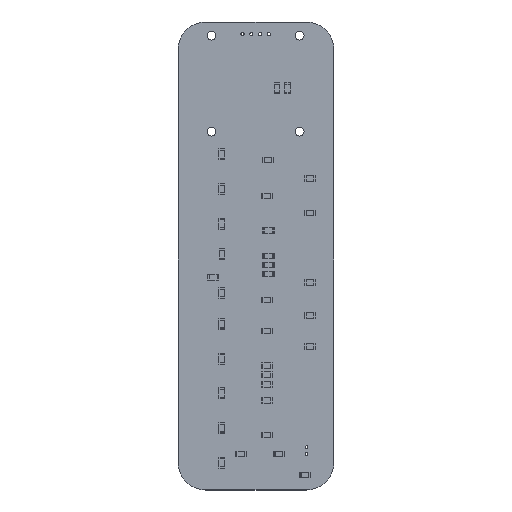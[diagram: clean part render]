
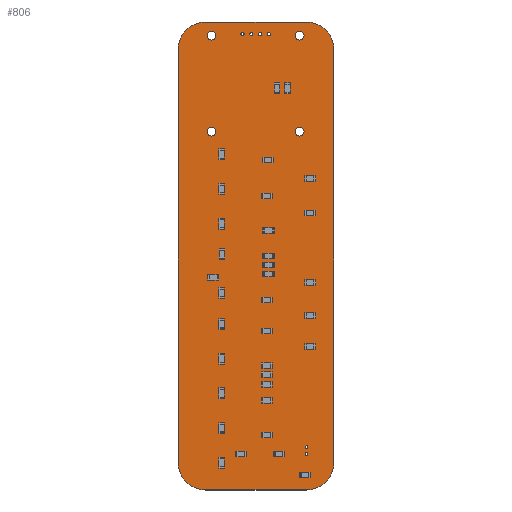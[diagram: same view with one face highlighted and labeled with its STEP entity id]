
A CAD part, top view. The second image highlights one B-rep face of the part: STEP entity #806.
In plain terms, the highlighted planar face has unit normal (0, 0, 1).
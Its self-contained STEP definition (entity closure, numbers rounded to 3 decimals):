
#225 = VERTEX_POINT('',#226);
#226 = CARTESIAN_POINT('',(60.9,-33.85,0.));
#244 = VERTEX_POINT('',#245);
#245 = CARTESIAN_POINT('',(68.9,-25.85,0.));
#251 = EDGE_CURVE('',#225,#244,#252,.T.);
#252 = CIRCLE('',#253,8.);
#253 = AXIS2_PLACEMENT_3D('',#254,#255,#256);
#254 = CARTESIAN_POINT('',(68.9,-33.85,0.));
#255 = DIRECTION('',(0.,0.,-1.));
#256 = DIRECTION('',(-1.,0.,0.));
#276 = VERTEX_POINT('',#277);
#277 = CARTESIAN_POINT('',(60.9,-152.85,0.));
#283 = EDGE_CURVE('',#225,#276,#284,.T.);
#284 = LINE('',#285,#286);
#285 = CARTESIAN_POINT('',(60.9,-33.85,0.));
#286 = VECTOR('',#287,1.);
#287 = DIRECTION('',(0.,-1.,0.));
#307 = VERTEX_POINT('',#308);
#308 = CARTESIAN_POINT('',(97.9,-25.85,0.));
#314 = EDGE_CURVE('',#244,#307,#315,.T.);
#315 = LINE('',#316,#317);
#316 = CARTESIAN_POINT('',(68.9,-25.85,0.));
#317 = VECTOR('',#318,1.);
#318 = DIRECTION('',(1.,0.,0.));
#329 = VERTEX_POINT('',#330);
#330 = CARTESIAN_POINT('',(68.9,-160.85,0.));
#346 = EDGE_CURVE('',#329,#276,#347,.T.);
#347 = CIRCLE('',#348,8.);
#348 = AXIS2_PLACEMENT_3D('',#349,#350,#351);
#349 = CARTESIAN_POINT('',(68.9,-152.85,0.));
#350 = DIRECTION('',(0.,0.,-1.));
#351 = DIRECTION('',(0.,-1.,0.));
#372 = VERTEX_POINT('',#373);
#373 = CARTESIAN_POINT('',(105.9,-33.85,0.));
#379 = EDGE_CURVE('',#307,#372,#380,.T.);
#380 = CIRCLE('',#381,8.);
#381 = AXIS2_PLACEMENT_3D('',#382,#383,#384);
#382 = CARTESIAN_POINT('',(97.9,-33.85,0.));
#383 = DIRECTION('',(0.,0.,-1.));
#384 = DIRECTION('',(0.,1.,0.));
#404 = VERTEX_POINT('',#405);
#405 = CARTESIAN_POINT('',(97.9,-160.85,0.));
#411 = EDGE_CURVE('',#329,#404,#412,.T.);
#412 = LINE('',#413,#414);
#413 = CARTESIAN_POINT('',(68.9,-160.85,0.));
#414 = VECTOR('',#415,1.);
#415 = DIRECTION('',(1.,0.,0.));
#435 = VERTEX_POINT('',#436);
#436 = CARTESIAN_POINT('',(105.9,-152.85,0.));
#442 = EDGE_CURVE('',#372,#435,#443,.T.);
#443 = LINE('',#444,#445);
#444 = CARTESIAN_POINT('',(105.9,-33.85,0.));
#445 = VECTOR('',#446,1.);
#446 = DIRECTION('',(0.,-1.,0.));
#465 = EDGE_CURVE('',#435,#404,#466,.T.);
#466 = CIRCLE('',#467,8.);
#467 = AXIS2_PLACEMENT_3D('',#468,#469,#470);
#468 = CARTESIAN_POINT('',(97.9,-152.85,0.));
#469 = DIRECTION('',(0.,0.,-1.));
#470 = DIRECTION('',(1.,0.,0.));
#481 = VERTEX_POINT('',#482);
#482 = CARTESIAN_POINT('',(85.035,-29.35,0.));
#498 = EDGE_CURVE('',#481,#481,#499,.T.);
#499 = CIRCLE('',#500,0.445);
#500 = AXIS2_PLACEMENT_3D('',#501,#502,#503);
#501 = CARTESIAN_POINT('',(84.59,-29.35,0.));
#502 = DIRECTION('',(0.,0.,1.));
#503 = DIRECTION('',(1.,0.,0.));
#514 = VERTEX_POINT('',#515);
#515 = CARTESIAN_POINT('',(87.575,-29.35,0.));
#531 = EDGE_CURVE('',#514,#514,#532,.T.);
#532 = CIRCLE('',#533,0.445);
#533 = AXIS2_PLACEMENT_3D('',#534,#535,#536);
#534 = CARTESIAN_POINT('',(87.13,-29.35,0.));
#535 = DIRECTION('',(0.,0.,1.));
#536 = DIRECTION('',(1.,0.,0.));
#547 = VERTEX_POINT('',#548);
#548 = CARTESIAN_POINT('',(97.25,-29.8,0.));
#564 = EDGE_CURVE('',#547,#547,#565,.T.);
#565 = CIRCLE('',#566,1.25);
#566 = AXIS2_PLACEMENT_3D('',#567,#568,#569);
#567 = CARTESIAN_POINT('',(96.,-29.8,0.));
#568 = DIRECTION('',(0.,0.,1.));
#569 = DIRECTION('',(1.,0.,0.));
#580 = VERTEX_POINT('',#581);
#581 = CARTESIAN_POINT('',(97.25,-57.5,0.));
#597 = EDGE_CURVE('',#580,#580,#598,.T.);
#598 = CIRCLE('',#599,1.25);
#599 = AXIS2_PLACEMENT_3D('',#600,#601,#602);
#600 = CARTESIAN_POINT('',(96.,-57.5,0.));
#601 = DIRECTION('',(0.,0.,1.));
#602 = DIRECTION('',(1.,0.,0.));
#613 = VERTEX_POINT('',#614);
#614 = CARTESIAN_POINT('',(98.,-150.125,0.));
#630 = EDGE_CURVE('',#613,#613,#631,.T.);
#631 = CIRCLE('',#632,0.375);
#632 = AXIS2_PLACEMENT_3D('',#633,#634,#635);
#633 = CARTESIAN_POINT('',(98.,-150.5,0.));
#634 = DIRECTION('',(0.,0.,1.));
#635 = DIRECTION('',(0.,1.,0.));
#646 = VERTEX_POINT('',#647);
#647 = CARTESIAN_POINT('',(98.,-148.125,0.));
#663 = EDGE_CURVE('',#646,#646,#664,.T.);
#664 = CIRCLE('',#665,0.375);
#665 = AXIS2_PLACEMENT_3D('',#666,#667,#668);
#666 = CARTESIAN_POINT('',(98.,-148.5,0.));
#667 = DIRECTION('',(0.,0.,1.));
#668 = DIRECTION('',(0.,1.,0.));
#679 = VERTEX_POINT('',#680);
#680 = CARTESIAN_POINT('',(71.85,-57.5,0.));
#696 = EDGE_CURVE('',#679,#679,#697,.T.);
#697 = CIRCLE('',#698,1.25);
#698 = AXIS2_PLACEMENT_3D('',#699,#700,#701);
#699 = CARTESIAN_POINT('',(70.6,-57.5,0.));
#700 = DIRECTION('',(0.,0.,1.));
#701 = DIRECTION('',(1.,0.,0.));
#712 = VERTEX_POINT('',#713);
#713 = CARTESIAN_POINT('',(71.85,-29.8,0.));
#729 = EDGE_CURVE('',#712,#712,#730,.T.);
#730 = CIRCLE('',#731,1.25);
#731 = AXIS2_PLACEMENT_3D('',#732,#733,#734);
#732 = CARTESIAN_POINT('',(70.6,-29.8,0.));
#733 = DIRECTION('',(0.,0.,1.));
#734 = DIRECTION('',(1.,0.,0.));
#745 = VERTEX_POINT('',#746);
#746 = CARTESIAN_POINT('',(79.955,-29.35,0.));
#762 = EDGE_CURVE('',#745,#745,#763,.T.);
#763 = CIRCLE('',#764,0.445);
#764 = AXIS2_PLACEMENT_3D('',#765,#766,#767);
#765 = CARTESIAN_POINT('',(79.51,-29.35,0.));
#766 = DIRECTION('',(0.,0.,1.));
#767 = DIRECTION('',(1.,0.,0.));
#778 = VERTEX_POINT('',#779);
#779 = CARTESIAN_POINT('',(82.495,-29.35,0.));
#795 = EDGE_CURVE('',#778,#778,#796,.T.);
#796 = CIRCLE('',#797,0.445);
#797 = AXIS2_PLACEMENT_3D('',#798,#799,#800);
#798 = CARTESIAN_POINT('',(82.05,-29.35,0.));
#799 = DIRECTION('',(0.,0.,1.));
#800 = DIRECTION('',(1.,0.,0.));
#806 = ADVANCED_FACE('',(#807,#817,#820,#823,#826,#829,#832,#835,#838,
    #841,#844),#847,.T.);
#807 = FACE_BOUND('',#808,.T.);
#808 = EDGE_LOOP('',(#809,#810,#811,#812,#813,#814,#815,#816));
#809 = ORIENTED_EDGE('',*,*,#251,.F.);
#810 = ORIENTED_EDGE('',*,*,#283,.T.);
#811 = ORIENTED_EDGE('',*,*,#346,.F.);
#812 = ORIENTED_EDGE('',*,*,#411,.T.);
#813 = ORIENTED_EDGE('',*,*,#465,.F.);
#814 = ORIENTED_EDGE('',*,*,#442,.F.);
#815 = ORIENTED_EDGE('',*,*,#379,.F.);
#816 = ORIENTED_EDGE('',*,*,#314,.F.);
#817 = FACE_BOUND('',#818,.T.);
#818 = EDGE_LOOP('',(#819));
#819 = ORIENTED_EDGE('',*,*,#498,.F.);
#820 = FACE_BOUND('',#821,.T.);
#821 = EDGE_LOOP('',(#822));
#822 = ORIENTED_EDGE('',*,*,#531,.F.);
#823 = FACE_BOUND('',#824,.T.);
#824 = EDGE_LOOP('',(#825));
#825 = ORIENTED_EDGE('',*,*,#564,.F.);
#826 = FACE_BOUND('',#827,.T.);
#827 = EDGE_LOOP('',(#828));
#828 = ORIENTED_EDGE('',*,*,#597,.F.);
#829 = FACE_BOUND('',#830,.T.);
#830 = EDGE_LOOP('',(#831));
#831 = ORIENTED_EDGE('',*,*,#630,.F.);
#832 = FACE_BOUND('',#833,.T.);
#833 = EDGE_LOOP('',(#834));
#834 = ORIENTED_EDGE('',*,*,#663,.F.);
#835 = FACE_BOUND('',#836,.T.);
#836 = EDGE_LOOP('',(#837));
#837 = ORIENTED_EDGE('',*,*,#696,.F.);
#838 = FACE_BOUND('',#839,.T.);
#839 = EDGE_LOOP('',(#840));
#840 = ORIENTED_EDGE('',*,*,#729,.F.);
#841 = FACE_BOUND('',#842,.T.);
#842 = EDGE_LOOP('',(#843));
#843 = ORIENTED_EDGE('',*,*,#762,.F.);
#844 = FACE_BOUND('',#845,.T.);
#845 = EDGE_LOOP('',(#846));
#846 = ORIENTED_EDGE('',*,*,#795,.F.);
#847 = PLANE('',#848);
#848 = AXIS2_PLACEMENT_3D('',#849,#850,#851);
#849 = CARTESIAN_POINT('',(60.9,-33.85,0.));
#850 = DIRECTION('',(0.,0.,1.));
#851 = DIRECTION('',(1.,0.,0.));
